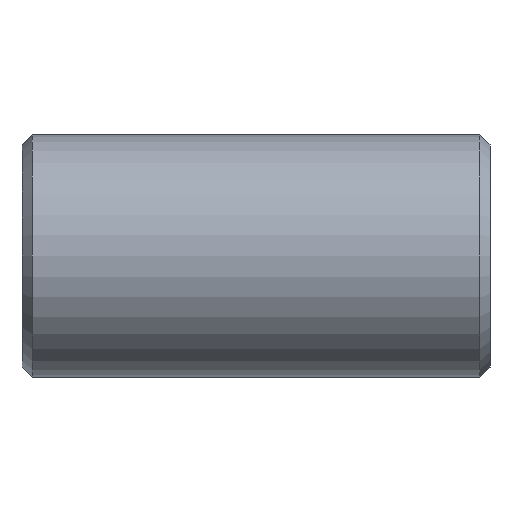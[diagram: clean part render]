
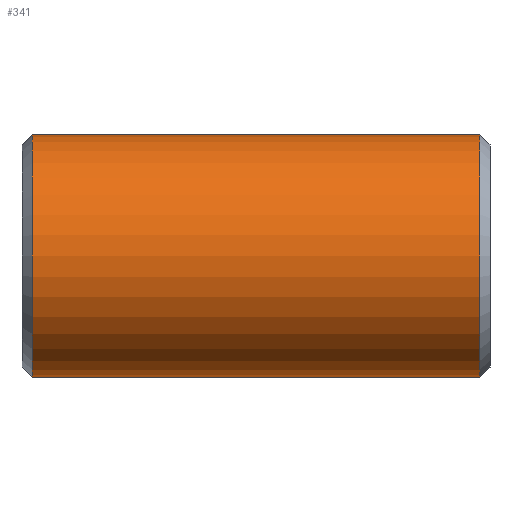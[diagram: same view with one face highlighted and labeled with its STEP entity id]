
A CAD part, front view. The second image highlights one B-rep face of the part: STEP entity #341.
In plain terms, the highlighted cylindrical face has radius 44.45 mm (diameter 88.9 mm), a partial arc.
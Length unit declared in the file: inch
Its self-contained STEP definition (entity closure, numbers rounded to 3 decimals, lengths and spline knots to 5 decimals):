
#2 = VERTEX_POINT ( 'NONE', #695 ) ;
#18 = CARTESIAN_POINT ( 'NONE',  ( 3.234, 0., 0. ) ) ;
#30 = AXIS2_PLACEMENT_3D ( 'NONE', #367, #213, #271 ) ;
#31 = CYLINDRICAL_SURFACE ( 'NONE', #758, 1.75 ) ;
#120 = EDGE_LOOP ( 'NONE', ( #482, #433, #153, #436 ) ) ;
#143 = AXIS2_PLACEMENT_3D ( 'NONE', #18, #598, #325 ) ;
#153 = ORIENTED_EDGE ( 'NONE', *, *, #188, .T. ) ;
#167 = CIRCLE ( 'NONE', #143, 1.75 ) ;
#183 = VECTOR ( 'NONE', #539, 39.37008 ) ;
#188 = EDGE_CURVE ( 'NONE', #190, #322, #351, .T. ) ;
#190 = VERTEX_POINT ( 'NONE', #357 ) ;
#213 = DIRECTION ( 'NONE',  ( 1., 0., 0. ) ) ;
#241 = LINE ( 'NONE', #245, #755 ) ;
#245 = CARTESIAN_POINT ( 'NONE',  ( 3.38, 0., -1.75 ) ) ;
#271 = DIRECTION ( 'NONE',  ( 0., 0., 1. ) ) ;
#302 = CARTESIAN_POINT ( 'NONE',  ( 3.38, 0., 1.75 ) ) ;
#308 = EDGE_CURVE ( 'NONE', #2, #190, #167, .T. ) ;
#309 = CARTESIAN_POINT ( 'NONE',  ( 3.38, 0., 0. ) ) ;
#322 = VERTEX_POINT ( 'NONE', #612 ) ;
#325 = DIRECTION ( 'NONE',  ( 0., 0., -1. ) ) ;
#341 = ADVANCED_FACE ( 'NONE', ( #561 ), #31, .T. ) ;
#350 = EDGE_CURVE ( 'NONE', #322, #375, #408, .T. ) ;
#351 = LINE ( 'NONE', #302, #183 ) ;
#357 = CARTESIAN_POINT ( 'NONE',  ( 3.234, 0., 1.75 ) ) ;
#367 = CARTESIAN_POINT ( 'NONE',  ( -3.234, 0., 0. ) ) ;
#375 = VERTEX_POINT ( 'NONE', #501 ) ;
#408 = CIRCLE ( 'NONE', #30, 1.75 ) ;
#433 = ORIENTED_EDGE ( 'NONE', *, *, #308, .T. ) ;
#436 = ORIENTED_EDGE ( 'NONE', *, *, #350, .T. ) ;
#442 = DIRECTION ( 'NONE',  ( 0., 0., 1. ) ) ;
#482 = ORIENTED_EDGE ( 'NONE', *, *, #660, .F. ) ;
#501 = CARTESIAN_POINT ( 'NONE',  ( -3.234, 0., -1.75 ) ) ;
#539 = DIRECTION ( 'NONE',  ( -1., 0., 0. ) ) ;
#561 = FACE_OUTER_BOUND ( 'NONE', #120, .T. ) ;
#598 = DIRECTION ( 'NONE',  ( -1., 0., 0. ) ) ;
#601 = DIRECTION ( 'NONE',  ( -1., 0., 0. ) ) ;
#612 = CARTESIAN_POINT ( 'NONE',  ( -3.234, 0., 1.75 ) ) ;
#648 = DIRECTION ( 'NONE',  ( -1., 0., 0. ) ) ;
#660 = EDGE_CURVE ( 'NONE', #2, #375, #241, .T. ) ;
#695 = CARTESIAN_POINT ( 'NONE',  ( 3.234, 0., -1.75 ) ) ;
#755 = VECTOR ( 'NONE', #648, 39.37008 ) ;
#758 = AXIS2_PLACEMENT_3D ( 'NONE', #309, #601, #442 ) ;
